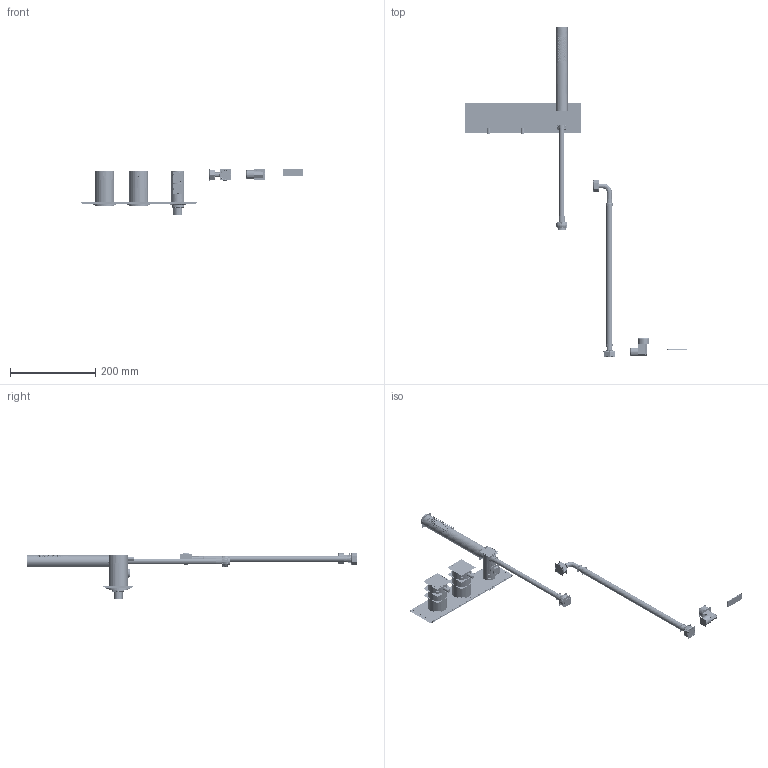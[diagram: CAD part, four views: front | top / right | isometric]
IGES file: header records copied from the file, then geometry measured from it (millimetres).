
Start section:  PTC IGES file: PRO1701LBPC.igs
Global section: file name: PRO1701LBPC.igs; native system: Pro/ENGINEER by Parametric Technology Corporation; preprocessor: 2009360; author: user152; organization: Unknown; date: 20200311.095904; units: millimetre
Bounding box: 522.33 x 772.84 x 108.35 mm (x, y, z)
Volume: 427791.7 mm3; surface area: 1859188.4 mm2
Topology: 74 solids, 101 shells, 4640 faces, 24604 edges, 32790 vertices
Faces by surface type: revolution 2980, bspline 1660
